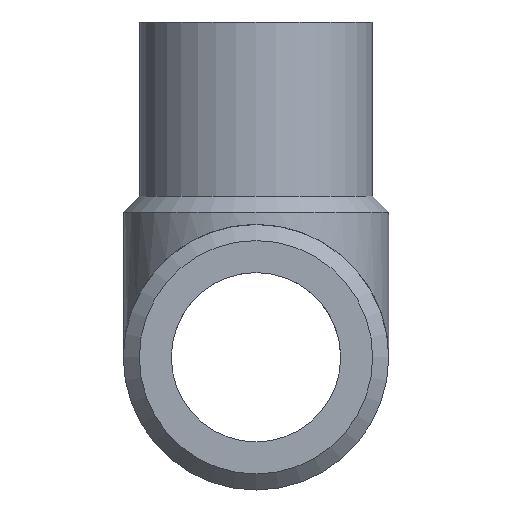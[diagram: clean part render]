
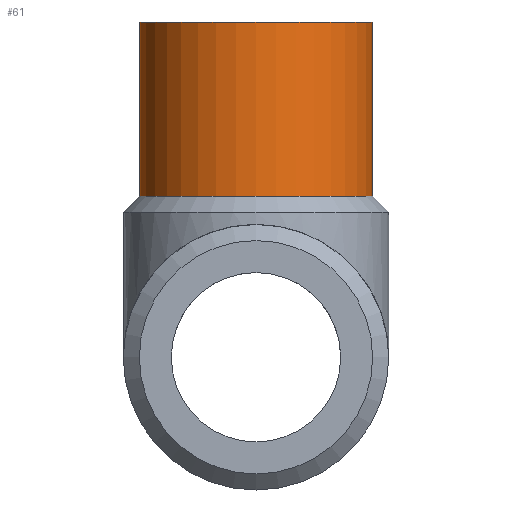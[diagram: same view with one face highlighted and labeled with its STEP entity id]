
A CAD part, left-side view. The second image highlights one B-rep face of the part: STEP entity #61.
In plain terms, the highlighted cylindrical face has radius 55 mm (diameter 110 mm), a full revolution.
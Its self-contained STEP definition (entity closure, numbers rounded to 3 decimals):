
#61 = ADVANCED_FACE( '', ( #130, #131 ), #132, .T. );
#130 = FACE_OUTER_BOUND( '', #191, .T. );
#131 = FACE_OUTER_BOUND( '', #192, .T. );
#132 = CYLINDRICAL_SURFACE( '', #193, 55. );
#191 = EDGE_LOOP( '', ( #274 ) );
#192 = EDGE_LOOP( '', ( #275 ) );
#193 = AXIS2_PLACEMENT_3D( '', #276, #277, #278 );
#274 = ORIENTED_EDGE( '', *, *, #281, .F. );
#275 = ORIENTED_EDGE( '', *, *, #305, .T. );
#276 = CARTESIAN_POINT( '', ( -157.5, 0., 0. ) );
#277 = DIRECTION( '', ( 0., 0., 1. ) );
#278 = DIRECTION( '', ( -1., 0., 0. ) );
#281 = EDGE_CURVE( '', #311, #311, #312, .T. );
#305 = EDGE_CURVE( '', #349, #349, #350, .T. );
#311 = VERTEX_POINT( '', #356 );
#312 = CIRCLE( '', #357, 55. );
#349 = VERTEX_POINT( '', #394 );
#350 = CIRCLE( '', #395, 55. );
#356 = CARTESIAN_POINT( '', ( -212.5, 0., 76. ) );
#357 = AXIS2_PLACEMENT_3D( '', #401, #402, #403 );
#394 = CARTESIAN_POINT( '', ( -212.5, 0., 158. ) );
#395 = AXIS2_PLACEMENT_3D( '', #443, #444, #445 );
#401 = CARTESIAN_POINT( '', ( -157.5, 0., 76. ) );
#402 = DIRECTION( '', ( 0., 0., -1. ) );
#403 = DIRECTION( '', ( -1., 0., 0. ) );
#443 = CARTESIAN_POINT( '', ( -157.5, 0., 158. ) );
#444 = DIRECTION( '', ( 0., 0., -1. ) );
#445 = DIRECTION( '', ( -1., 0., 0. ) );
